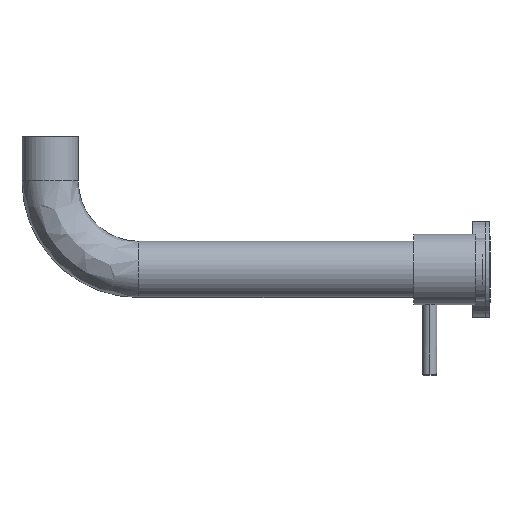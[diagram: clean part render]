
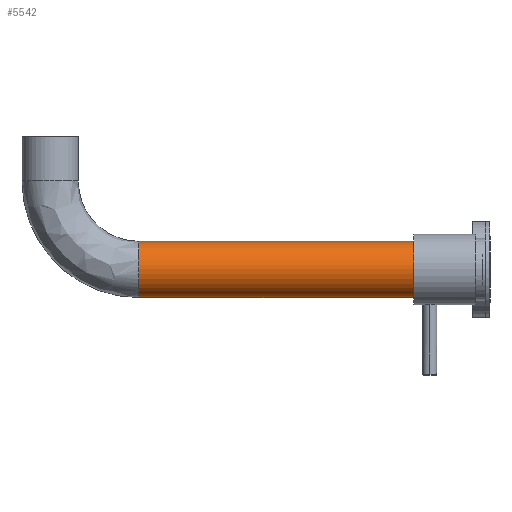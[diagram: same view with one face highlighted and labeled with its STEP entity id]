
A CAD part, left-side view. The second image highlights one B-rep face of the part: STEP entity #5542.
In plain terms, the highlighted cylindrical face has radius 15.9 mm (diameter 31.8 mm), a partial arc.
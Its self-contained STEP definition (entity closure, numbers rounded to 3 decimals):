
#115 = CARTESIAN_POINT ( 'NONE',  ( -100., 237.38, 0. ) ) ;
#700 = AXIS2_PLACEMENT_3D ( 'NONE', #8033, #2066, #9047 ) ;
#701 = VERTEX_POINT ( 'NONE', #1650 ) ;
#871 = VERTEX_POINT ( 'NONE', #2288 ) ;
#1014 = VECTOR ( 'NONE', #2991, 1000. ) ;
#1063 = AXIS2_PLACEMENT_3D ( 'NONE', #8177, #7148, #5157 ) ;
#1141 = DIRECTION ( 'NONE',  ( 0., 0., -1. ) ) ;
#1344 = VERTEX_POINT ( 'NONE', #6266 ) ;
#1650 = CARTESIAN_POINT ( 'NONE',  ( -100., 237.38, 15.9 ) ) ;
#1670 = AXIS2_PLACEMENT_3D ( 'NONE', #115, #7077, #1141 ) ;
#2066 = DIRECTION ( 'NONE',  ( 0., 1., 0. ) ) ;
#2288 = CARTESIAN_POINT ( 'NONE',  ( -100., 45.88, -15.9 ) ) ;
#2927 = EDGE_CURVE ( 'NONE', #871, #1344, #10600, .T. ) ;
#2991 = DIRECTION ( 'NONE',  ( 0., -1., 0. ) ) ;
#3009 = FACE_OUTER_BOUND ( 'NONE', #6232, .T. ) ;
#3837 = CARTESIAN_POINT ( 'NONE',  ( -100., 147.88, 15.9 ) ) ;
#4323 = ORIENTED_EDGE ( 'NONE', *, *, #6447, .F. ) ;
#5040 = CARTESIAN_POINT ( 'NONE',  ( -100., 237.38, -15.9 ) ) ;
#5157 = DIRECTION ( 'NONE',  ( 0., 0., -1. ) ) ;
#5542 = ADVANCED_FACE ( 'NONE', ( #3009 ), #10692, .T. ) ;
#5935 = ORIENTED_EDGE ( 'NONE', *, *, #8179, .T. ) ;
#6232 = EDGE_LOOP ( 'NONE', ( #4323, #11702, #5935, #10939 ) ) ;
#6266 = CARTESIAN_POINT ( 'NONE',  ( -100., 45.88, 15.9 ) ) ;
#6368 = LINE ( 'NONE', #3837, #11391 ) ;
#6447 = EDGE_CURVE ( 'NONE', #701, #1344, #6368, .T. ) ;
#7077 = DIRECTION ( 'NONE',  ( 0., -1., 0. ) ) ;
#7148 = DIRECTION ( 'NONE',  ( 0., -1., 0. ) ) ;
#7739 = EDGE_CURVE ( 'NONE', #701, #11773, #8986, .T. ) ;
#7961 = CARTESIAN_POINT ( 'NONE',  ( -100., 147.88, -15.9 ) ) ;
#8033 = CARTESIAN_POINT ( 'NONE',  ( -100., 45.88, 0. ) ) ;
#8177 = CARTESIAN_POINT ( 'NONE',  ( -100., 147.88, 0. ) ) ;
#8179 = EDGE_CURVE ( 'NONE', #11773, #871, #11645, .T. ) ;
#8986 = CIRCLE ( 'NONE', #1670, 15.9 ) ;
#9047 = DIRECTION ( 'NONE',  ( 0., 0., -1. ) ) ;
#10600 = CIRCLE ( 'NONE', #700, 15.9 ) ;
#10692 = CYLINDRICAL_SURFACE ( 'NONE', #1063, 15.9 ) ;
#10939 = ORIENTED_EDGE ( 'NONE', *, *, #2927, .T. ) ;
#11391 = VECTOR ( 'NONE', #11798, 1000. ) ;
#11645 = LINE ( 'NONE', #7961, #1014 ) ;
#11702 = ORIENTED_EDGE ( 'NONE', *, *, #7739, .T. ) ;
#11773 = VERTEX_POINT ( 'NONE', #5040 ) ;
#11798 = DIRECTION ( 'NONE',  ( 0., -1., 0. ) ) ;
